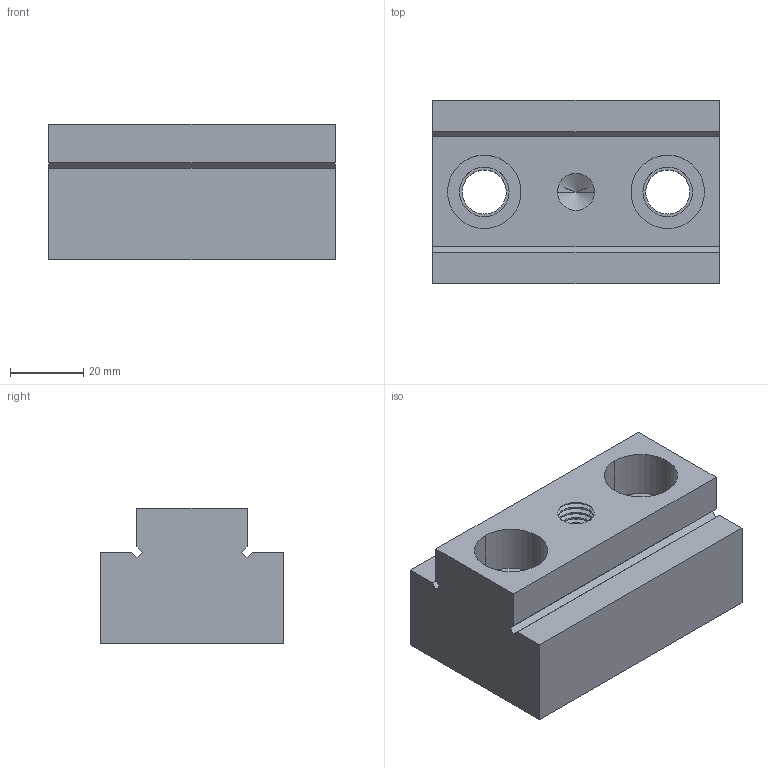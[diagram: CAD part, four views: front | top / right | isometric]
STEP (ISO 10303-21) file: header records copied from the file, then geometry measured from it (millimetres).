
FILE_DESCRIPTION(('STEP AP214'),'1');
FILE_NAME(' ',' ',('TraceParts'),('TraceParts S.A.'),'XStep 1.0',' ',' ');
FILE_SCHEMA(('automotive_design'));
Length unit declared in the file: millimetre
Products named in the file (1): 1
Bounding box: 78 x 50 x 37 mm (x, y, z)
Volume: 107868.1 mm3; surface area: 21965.7 mm2
Topology: 1 solids, 1 shells, 166 faces, 348 edges, 187 vertices
Faces by surface type: cone 54, torus 52, cylinder 40, plane 20
Entity records: 8377 total; most frequent: DIRECTION 890, STYLED_ITEM 700, PRESENTATION_STYLE_ASSIGNMENT 700, CARTESIAN_POINT 700, COLOUR_RGB 700, ORIENTED_EDGE 692, AXIS2_PLACEMENT_3D 377, EDGE_CURVE 346
